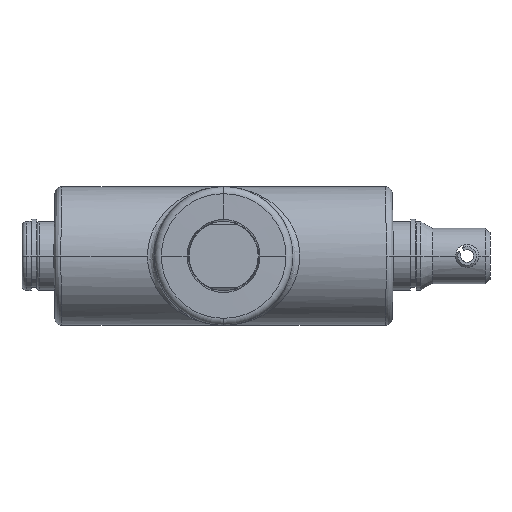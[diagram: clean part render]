
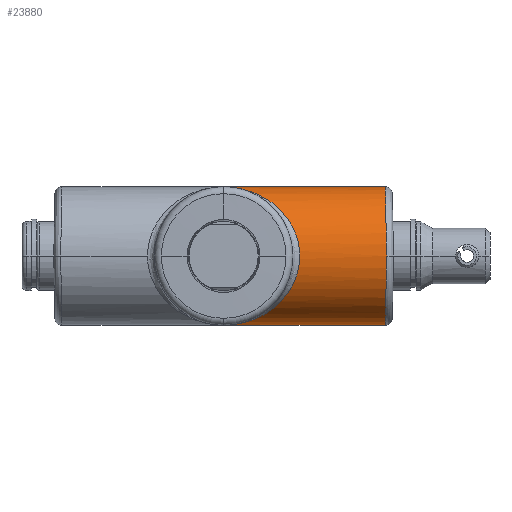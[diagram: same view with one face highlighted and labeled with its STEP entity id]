
A CAD part, front view. The second image highlights one B-rep face of the part: STEP entity #23880.
In plain terms, the highlighted cylindrical face has radius 23.812 mm (diameter 47.625 mm), a partial arc.
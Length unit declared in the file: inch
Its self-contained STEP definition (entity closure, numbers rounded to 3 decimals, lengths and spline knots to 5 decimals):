
#466 = VERTEX_POINT ( 'NONE', #24858 ) ;
#1398 = EDGE_CURVE ( 'NONE', #31690, #466, #15752, .T. ) ;
#1971 = VERTEX_POINT ( 'NONE', #7428 ) ;
#2488 = CARTESIAN_POINT ( 'NONE',  ( 2.19351, 0., -0.9375 ) ) ;
#2660 = DIRECTION ( 'NONE',  ( 0., 0., -1. ) ) ;
#4383 =( BOUNDED_CURVE ( )  B_SPLINE_CURVE ( 3, ( #9753, #25128, #30260, #14858 ),
 .UNSPECIFIED., .F., .T. ) 
 B_SPLINE_CURVE_WITH_KNOTS ( ( 4, 4 ),
 ( 1.5708, 4.71239 ),
 .UNSPECIFIED. ) 
 CURVE ( )  GEOMETRIC_REPRESENTATION_ITEM ( )  RATIONAL_B_SPLINE_CURVE ( ( 1., 0.333, 0.333, 1. ) ) 
 REPRESENTATION_ITEM ( '' )  );
#4828 = ORIENTED_EDGE ( 'NONE', *, *, #26071, .T. ) ;
#6900 = CARTESIAN_POINT ( 'NONE',  ( 2.19351, 0., -0.9375 ) ) ;
#7221 = ORIENTED_EDGE ( 'NONE', *, *, #15402, .T. ) ;
#7428 = CARTESIAN_POINT ( 'NONE',  ( 2.19351, 0., 0.9375 ) ) ;
#9753 = CARTESIAN_POINT ( 'NONE',  ( 0., 0., 0.9375 ) ) ;
#9813 = CARTESIAN_POINT ( 'NONE',  ( 4.4216, 0., 0.9375 ) ) ;
#11933 = CARTESIAN_POINT ( 'NONE',  ( 2.19961, -0.9375, 0.54917 ) ) ;
#12359 = VECTOR ( 'NONE', #28464, 39.37008 ) ;
#12360 = ORIENTED_EDGE ( 'NONE', *, *, #25614, .T. ) ;
#13614 = VERTEX_POINT ( 'NONE', #24039 ) ;
#14858 = CARTESIAN_POINT ( 'NONE',  ( 0., 0., -0.9375 ) ) ;
#15284 = CYLINDRICAL_SURFACE ( 'NONE', #23537, 0.9375 ) ;
#15331 = DIRECTION ( 'NONE',  ( 1., 0., 0. ) ) ;
#15402 = EDGE_CURVE ( 'NONE', #13614, #1971, #25685, .T. ) ;
#15626 = CARTESIAN_POINT ( 'NONE',  ( 0., 0., 0.9375 ) ) ;
#15752 = LINE ( 'NONE', #26826, #12359 ) ;
#16288 = FACE_OUTER_BOUND ( 'NONE', #32820, .T. ) ;
#18319 = CARTESIAN_POINT ( 'NONE',  ( 2.19351, -0.54917, 0.9375 ) ) ;
#19632 = CARTESIAN_POINT ( 'NONE',  ( 2.20824, -0.9375, 0. ) ) ;
#21507 = ORIENTED_EDGE ( 'NONE', *, *, #30697, .F. ) ;
#22189 = CARTESIAN_POINT ( 'NONE',  ( 2.19351, -0.54917, -0.9375 ) ) ;
#23234 =( BOUNDED_CURVE ( )  B_SPLINE_CURVE ( 3, ( #19632, #32505, #22189, #6900 ),
 .UNSPECIFIED., .F., .T. ) 
 B_SPLINE_CURVE_WITH_KNOTS ( ( 4, 4 ),
 ( 1.5708, 3.14159 ),
 .UNSPECIFIED. ) 
 CURVE ( )  GEOMETRIC_REPRESENTATION_ITEM ( )  RATIONAL_B_SPLINE_CURVE ( ( 1., 0.805, 0.805, 1. ) ) 
 REPRESENTATION_ITEM ( '' )  );
#23289 = VECTOR ( 'NONE', #30325, 39.37008 ) ;
#23537 = AXIS2_PLACEMENT_3D ( 'NONE', #26673, #15331, #2660 ) ;
#23880 = ADVANCED_FACE ( 'NONE', ( #16288 ), #15284, .T. ) ;
#24039 = CARTESIAN_POINT ( 'NONE',  ( 2.20824, -0.9375, 0. ) ) ;
#24858 = CARTESIAN_POINT ( 'NONE',  ( 0., 0., -0.9375 ) ) ;
#25128 = CARTESIAN_POINT ( 'NONE',  ( 2.0625, -1.875, 0.9375 ) ) ;
#25614 = EDGE_CURVE ( 'NONE', #1971, #33248, #25669, .T. ) ;
#25669 = LINE ( 'NONE', #9813, #23289 ) ;
#25685 =( BOUNDED_CURVE ( )  B_SPLINE_CURVE ( 3, ( #26277, #11933, #18319, #26828 ),
 .UNSPECIFIED., .F., .F. ) 
 B_SPLINE_CURVE_WITH_KNOTS ( ( 4, 4 ),
 ( 1.5708, 3.14159 ),
 .UNSPECIFIED. ) 
 CURVE ( )  GEOMETRIC_REPRESENTATION_ITEM ( )  RATIONAL_B_SPLINE_CURVE ( ( 1., 0.805, 0.805, 1. ) ) 
 REPRESENTATION_ITEM ( '' )  );
#26071 = EDGE_CURVE ( 'NONE', #33248, #466, #4383, .T. ) ;
#26277 = CARTESIAN_POINT ( 'NONE',  ( 2.20824, -0.9375, 0. ) ) ;
#26673 = CARTESIAN_POINT ( 'NONE',  ( 2.302, 0., 0. ) ) ;
#26826 = CARTESIAN_POINT ( 'NONE',  ( 4.4216, 0., -0.9375 ) ) ;
#26828 = CARTESIAN_POINT ( 'NONE',  ( 2.19351, 0., 0.9375 ) ) ;
#28464 = DIRECTION ( 'NONE',  ( -1., 0., 0. ) ) ;
#30210 = ORIENTED_EDGE ( 'NONE', *, *, #1398, .F. ) ;
#30260 = CARTESIAN_POINT ( 'NONE',  ( 2.0625, -1.875, -0.9375 ) ) ;
#30325 = DIRECTION ( 'NONE',  ( -1., 0., 0. ) ) ;
#30697 = EDGE_CURVE ( 'NONE', #13614, #31690, #23234, .T. ) ;
#31690 = VERTEX_POINT ( 'NONE', #2488 ) ;
#32505 = CARTESIAN_POINT ( 'NONE',  ( 2.19961, -0.9375, -0.54917 ) ) ;
#32820 = EDGE_LOOP ( 'NONE', ( #4828, #30210, #21507, #7221, #12360 ) ) ;
#33248 = VERTEX_POINT ( 'NONE', #15626 ) ;
